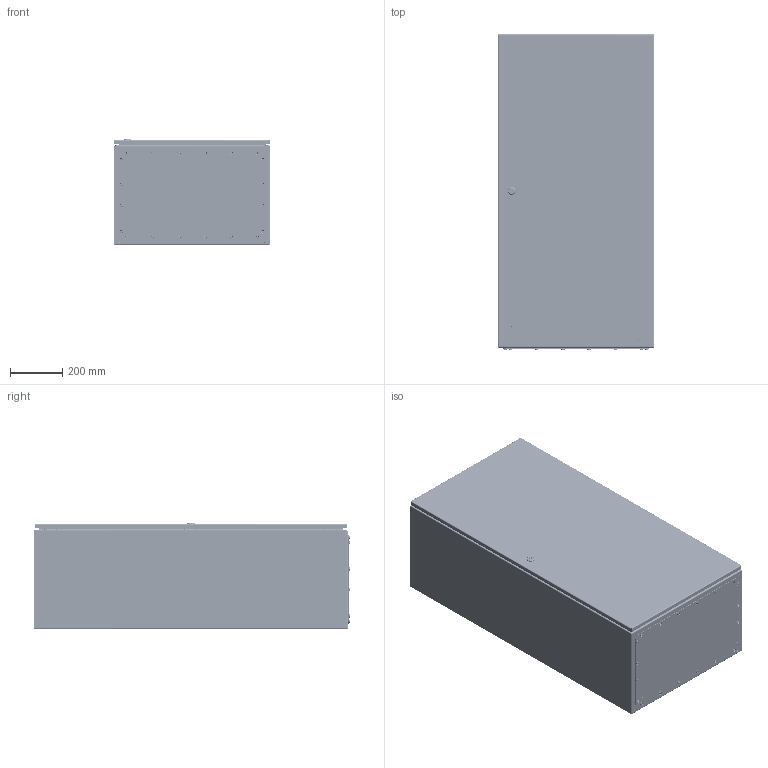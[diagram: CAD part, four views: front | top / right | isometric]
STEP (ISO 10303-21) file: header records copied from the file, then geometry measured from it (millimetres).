
FILE_DESCRIPTION (( 'STEP AP203' ), '1' );
FILE_NAME ('U3240120604 Êîðïóñ UC2M 120.60.40 IP66 (752.000.324).STEP', '2022-04-29T11:04:09', ( '' ), ( '' ), 'SwSTEP 2.0', 'SolidWorks 2017', '' );
FILE_SCHEMA (( 'CONFIG_CONTROL_DESIGN' ));
Length unit declared in the file: millimetre
Products named in the file (46): Ïåòëÿ 4-119 Dirak_00; 019-99 Ïëàíêà z-îáðàçíàÿ_06 (120); 嵑殧趌11371_8; Øàéáà íåéëîí Ø028_Œ6; 028-128 Òÿãà êðóãëàÿ UC2 140.00_00 (120.00); Øïèëüêà çàçåìëåíèÿ CKF CS_Œ6å16; CT Êðåïëåíèå äëÿ êðóãëîé òÿãè; 003-393 Ñòåíêà íèæíÿÿ UC2_05 (00.60); 012-1800 眈翴錪 鳱歑膱 UC2_00 (120.60); ч蜱齁罻 ST-6; 嵑殧趌6402_8; 000.113.110 忺謤僔 UC2_02 (120.60.40); 040-116 Âèíò ñïåöèàëüíûé ST 4,8x9; Øïèëüêà ðåçüáîâàÿ Ì6_Œ6å20; 嵑殧趌11371_5; Øàéáà íåéëîí Ø028_Œ5; Øïèëüêà ðåçüáîâàÿ Ì6_Œ6å12; 扻豵鵨_п-1; 000.210.368 Îñíîâàíèå äâåðêè UC2_00 (120.60); 嵑殧趌11371_6; 000.241.259 署赅 UC2_05 (60.40); 000.241.258 署赅 UC2_05 (60.40); Ñòîïîðíàÿ âòóëêà ïåòëè 4-119 Dirak; CY.1.20 Íàïðàâëÿþùàÿ êðóãëîé òÿãè_CY 1-26; Øïèëüêà ðåçüáîâàÿ Ì6_Œ8å30; Øòèôò ïåòëè 4-119 Dirak; 鎔艜_17473_M6x12; 010-331 Ïàíåëü ìîíòàæíàÿ UC2_00 (120.60); Âòóëêà ïåòëè 4-119 Dirak; 008-405 Ñòåíêà ïðîôèëüíàÿ UC2_02 (120.60.40); 蹴濋趌5915_M5; Îñíîâàíèå ïåòëè 4-119 Dirak; Óïëîòíèòåëü ÏÏÓ êðûøêè UC2Ì_23 (60.40); 椻壚樇襝鴀 Mesan 09; ч蜱齁罻 ST-9; 360-1-1-15-09 ﾇ瑟鶴 Mesan_00; Êðåïëåíèå äëÿ êðóãëîé òÿãè CT; Óïëîòíèòåëü ÏÏÓ äâåðêè UC2_31 (120.60); 鍔錓_7798_M6x14; 蹴濋趌5915_M8 ...
Assembly tree (154 placements, depth 4):
  U3240120604 扻豵鵨 UC2M 120.60.40 IP66 (752.000.324)
    000.113.110 忺謤僔 UC2_02 (120.60.40)
      008-405 Ñòåíêà ïðîôèëüíàÿ UC2_02 (120.60.40)
      003-393 Ñòåíêà íèæíÿÿ UC2_05 (00.60)
      Øïèëüêà ðåçüáîâàÿ Ì6_Œ8å30  x4
      Øïèëüêà ðåçüáîâàÿ Ì6_Œ6å12  x12
      Øïèëüêà çàçåìëåíèÿ CKF CS_Œ6å16  x2
    000.207.191 攜歑罻 UC2_00 (120.60)
      000.210.368 Îñíîâàíèå äâåðêè UC2_00 (120.60)
        012-1800 眈翴錪 鳱歑膱 UC2_00 (120.60)
        019-99 Ïëàíêà z-îáðàçíàÿ_06 (120)  x2
        Âòóëêà ïåòëè 4-119 Dirak  x3
        Øïèëüêà çàçåìëåíèÿ CKF CS_Œ6å16  x2
        Øïèëüêà ðåçüáîâàÿ Ì6_Œ6å20  x2
      Óïëîòíèòåëü ÏÏÓ äâåðêè UC2_31 (120.60)
      360-1-1-15-09 ﾇ瑟鶴 Mesan_00
        扻豵鵨_п-1
        嵑殧趌11371_6
        鎔艜_17473_M6x12
        椻壚樇襝鴀 Mesan 09
      CY.1.20 Íàïðàâëÿþùàÿ êðóãëîé òÿãè_CY 1-26  x2
      028-128 Òÿãà êðóãëàÿ UC2 140.00_00 (120.00)  x2
      CT Êðåïëåíèå äëÿ êðóãëîé òÿãè  x2
        Êðåïëåíèå äëÿ êðóãëîé òÿãè CT
        鍔錓_7798_M6x14
        蹴濋趌5915_M6
      hex flange nut_din_Hexagon Flange Nut DIN 6923 - M5 - N  x2
    Ïåòëÿ 4-119 Dirak_00  x3
      Âòóëêà ïåòëè 4-119 Dirak
      Øòèôò ïåòëè 4-119 Dirak
      Îñíîâàíèå ïåòëè 4-119 Dirak
      Ñòîïîðíàÿ âòóëêà ïåòëè 4-119 Dirak
    嵑殧趌11371_5  x6
    Øàéáà íåéëîí Ø028_Œ5  x6
    蹴濋趌5915_M5  x6
    ч蜱齁罻 ST-6  x8
    ч蜱齁罻 ST-9  x4
    010-331 Ïàíåëü ìîíòàæíàÿ UC2_00 (120.60)
    蹴濋趌5915_M8  x12
    嵑殧趌11371_8  x4
    嵑殧趌6402_8  x4
    000.241.258 署赅 UC2_05 (60.40)
      000.241.259 署赅 UC2_05 (60.40)
        027-189 署赅 UC2_05 (60.40)
        Øïèëüêà çàçåìëåíèÿ CKF CS_Œ6å16
      Óïëîòíèòåëü ÏÏÓ êðûøêè UC2Ì_23 (60.40)
    040-116 Âèíò ñïåöèàëüíûé ST 4,8x9  x20
    Øàéáà íåéëîí Ø028_Œ6  x20
    056-278 椯鴀殣罻 UC2_02 (120.60.40)
Bounding box: 600.6 x 1207.22 x 407.25 mm (x, y, z)
Volume: 6303454.6 mm3; surface area: 7731973.9 mm2
Topology: 154 solids, 155 shells, 6486 faces, 15081 edges, 9089 vertices
Faces by surface type: plane 2070, cylinder 1915, bspline 1355, cone 482, sphere 360, torus 304
Entity records: 120872 total; most frequent: CARTESIAN_POINT 52405, ORIENTED_EDGE 13180, DIRECTION 10973, EDGE_CURVE 6590, VERTEX_POINT 4234, LINE 3751, VECTOR 3751, AXIS2_PLACEMENT_3D 3611
